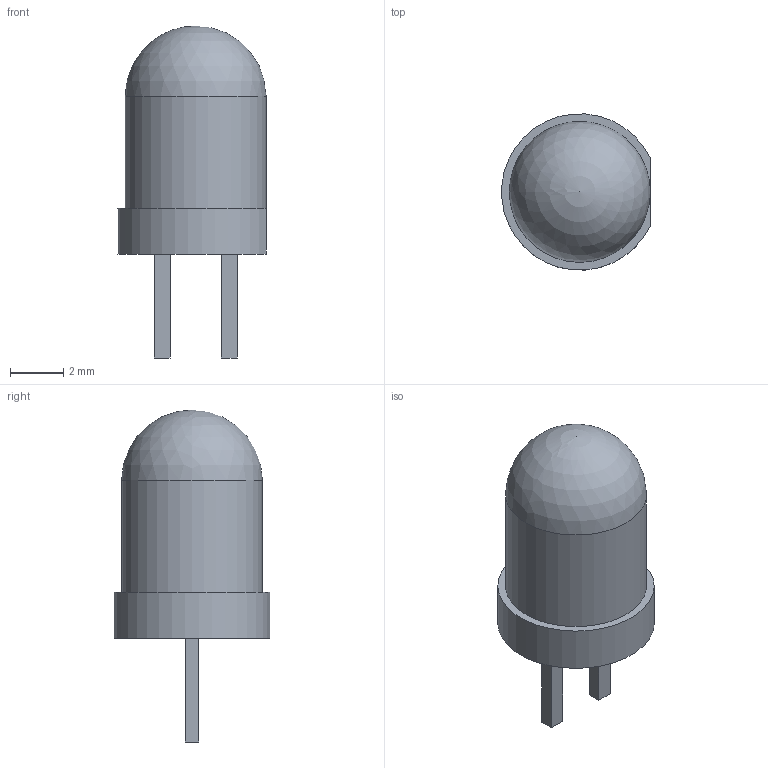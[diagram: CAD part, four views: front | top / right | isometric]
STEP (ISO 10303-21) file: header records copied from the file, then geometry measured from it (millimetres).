
FILE_DESCRIPTION(/* description */ (''),/* implementation_level */ '2;1');
FILE_NAME(/* name */ 'Yellow_LED_TH_5mm.step',/* time_stamp */ '2024-10-27T09:34:16+06:00',/* author */ (''),/* organization */ (''),/* preprocessor_version */ 'ST-DEVELOPER v20',/* originating_system */ 'Autodesk Translation Framework v13.20.0.188',/* authorisation */ '');
FILE_SCHEMA (('AUTOMOTIVE_DESIGN { 1 0 10303 214 3 1 1 }'));
Length unit declared in the file: millimetre
Products named in the file (2): (Unsaved); Model
Assembly tree (1 placements, depth 2):
  (Unsaved)
    Model
Bounding box: 5.59 x 5.88 x 12.52 mm (x, y, z)
Volume: 181.3 mm3; surface area: 197.3 mm2
Topology: 4 solids, 4 shells, 20 faces, 40 edges, 26 vertices
Faces by surface type: plane 16, sphere 2, cylinder 2
Full cylindrical faces by diameter (mm): 5.31 x1
Entity records: 577 total; most frequent: DIRECTION 92, CARTESIAN_POINT 87, ORIENTED_EDGE 76, EDGE_CURVE 38, AXIS2_PLACEMENT_3D 31, LINE 30, VECTOR 30, VERTEX_POINT 26
